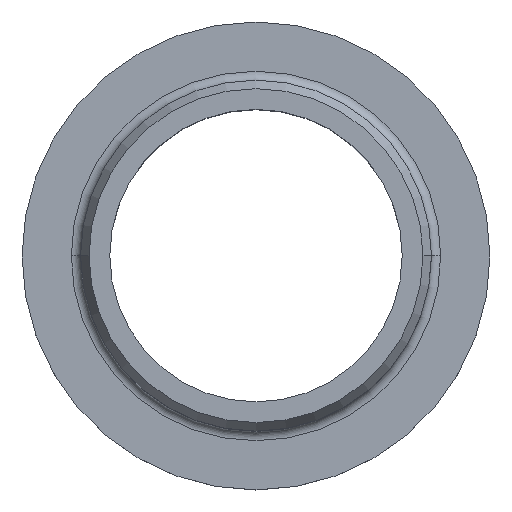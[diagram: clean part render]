
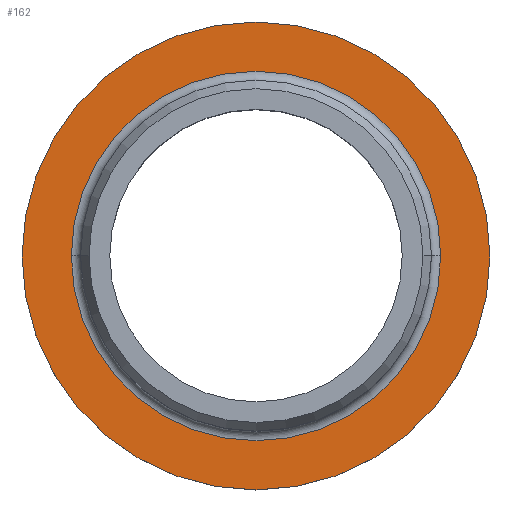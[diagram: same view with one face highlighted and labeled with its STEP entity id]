
A CAD part, top view. The second image highlights one B-rep face of the part: STEP entity #162.
In plain terms, the highlighted planar face has unit normal (0, 0, 1).
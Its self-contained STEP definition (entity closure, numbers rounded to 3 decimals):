
#112=EDGE_CURVE('',#158,#166,#245,.T.);
#114=EDGE_CURVE('',#190,#186,#247,.T.);
#134=EDGE_CURVE('',#186,#190,#270,.T.);
#158=VERTEX_POINT('',#298);
#162=ADVANCED_FACE('',(#302,#303),#304,.T.);
#166=VERTEX_POINT('',#308);
#174=EDGE_CURVE('',#166,#158,#316,.T.);
#186=VERTEX_POINT('',#330);
#190=VERTEX_POINT('',#334);
#245=CIRCLE('',#393,12.7);
#247=CIRCLE('',#396,10.025);
#270=CIRCLE('',#422,10.025);
#298=CARTESIAN_POINT('',(-12.7,0.,1.575));
#302=FACE_BOUND('',#463,.T.);
#303=FACE_OUTER_BOUND('',#464,.T.);
#304=PLANE('',#465);
#308=CARTESIAN_POINT('',(12.7,0.0,1.575));
#316=CIRCLE('',#479,12.7);
#330=CARTESIAN_POINT('',(-10.025,0.,1.575));
#334=CARTESIAN_POINT('',(10.025,0.0,1.575));
#393=AXIS2_PLACEMENT_3D('',#562,#563,#564);
#396=AXIS2_PLACEMENT_3D('',#565,#566,#567);
#422=AXIS2_PLACEMENT_3D('',#590,#591,#592);
#463=EDGE_LOOP('',(#630,#631));
#464=EDGE_LOOP('',(#632,#633));
#465=AXIS2_PLACEMENT_3D('',#634,#635,#636);
#479=AXIS2_PLACEMENT_3D('',#644,#645,#646);
#562=CARTESIAN_POINT('',(0.0,0.0,1.575));
#563=DIRECTION('',(0.0,0.0,1.0));
#564=DIRECTION('',(1.0,0.0,0.0));
#565=CARTESIAN_POINT('',(0.0,0.0,1.575));
#566=DIRECTION('',(0.0,0.0,1.0));
#567=DIRECTION('',(1.0,0.0,0.0));
#590=CARTESIAN_POINT('',(0.0,0.0,1.575));
#591=DIRECTION('',(0.0,0.0,1.0));
#592=DIRECTION('',(1.0,0.0,0.0));
#630=ORIENTED_EDGE('',*,*,#114,.F.);
#631=ORIENTED_EDGE('',*,*,#134,.F.);
#632=ORIENTED_EDGE('',*,*,#174,.T.);
#633=ORIENTED_EDGE('',*,*,#112,.T.);
#634=CARTESIAN_POINT('',(11.363,0.0,1.575));
#635=DIRECTION('',(0.0,0.0,1.0));
#636=DIRECTION('',(1.0,-0.0,-0.0));
#644=CARTESIAN_POINT('',(0.0,0.0,1.575));
#645=DIRECTION('',(0.0,0.0,1.0));
#646=DIRECTION('',(1.0,0.0,0.0));
